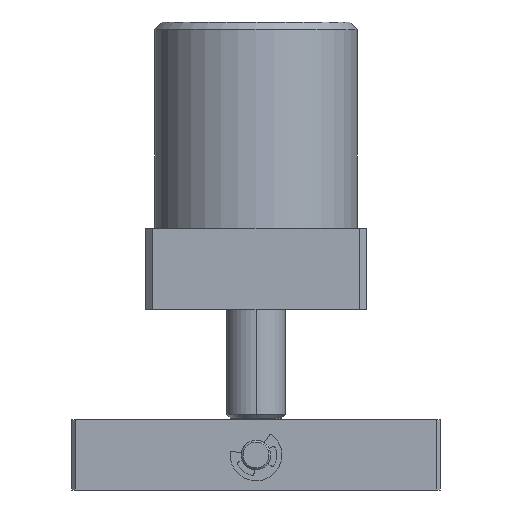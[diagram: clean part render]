
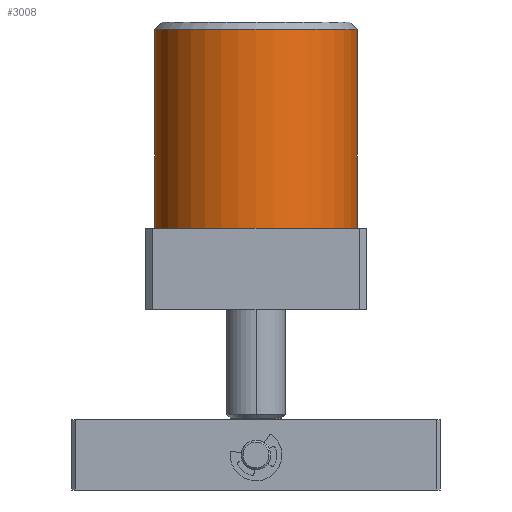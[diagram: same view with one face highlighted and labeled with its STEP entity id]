
A CAD part, front view. The second image highlights one B-rep face of the part: STEP entity #3008.
In plain terms, the highlighted cylindrical face has radius 27.5 mm (diameter 55 mm), a partial arc.
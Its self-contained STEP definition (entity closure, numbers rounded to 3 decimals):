
#90 = DIRECTION ( 'NONE',  ( -1., 0., 0. ) ) ;
#97 = DIRECTION ( 'NONE',  ( 0., 0., -1. ) ) ;
#98 = CARTESIAN_POINT ( 'NONE',  ( 0., 0., 78. ) ) ;
#801 = CARTESIAN_POINT ( 'NONE',  ( -27.5, 0., 22. ) ) ;
#808 = CARTESIAN_POINT ( 'NONE',  ( 27.5, 0., 22. ) ) ;
#839 = CARTESIAN_POINT ( 'NONE',  ( 27.5, 0., 76. ) ) ;
#840 = CARTESIAN_POINT ( 'NONE',  ( -27.5, 0., 76. ) ) ;
#1046 = CARTESIAN_POINT ( 'NONE',  ( 0., 0., 22. ) ) ;
#1047 = DIRECTION ( 'NONE',  ( 0., 0., 1. ) ) ;
#1048 = DIRECTION ( 'NONE',  ( 1., 0., 0. ) ) ;
#1092 = CARTESIAN_POINT ( 'NONE',  ( 0., 0., 76. ) ) ;
#1093 = DIRECTION ( 'NONE',  ( 0., 0., -1. ) ) ;
#1094 = DIRECTION ( 'NONE',  ( 1., 0., 0. ) ) ;
#1554 = DIRECTION ( 'NONE',  ( 0., 0., -1. ) ) ;
#1555 = CARTESIAN_POINT ( 'NONE',  ( 27.5, 0., 78. ) ) ;
#1559 = CARTESIAN_POINT ( 'NONE',  ( -27.5, 0., 78. ) ) ;
#1560 = DIRECTION ( 'NONE',  ( 0., 0., -1. ) ) ;
#1792 = FACE_OUTER_BOUND ( 'NONE', #6191, .T. ) ;
#1797 = CYLINDRICAL_SURFACE ( 'NONE', #3555, 27.5 ) ;
#2096 = LINE ( 'NONE', #1555, #2103 ) ;
#2103 = VECTOR ( 'NONE', #1560, 1000. ) ;
#2104 = LINE ( 'NONE', #1559, #2106 ) ;
#2106 = VECTOR ( 'NONE', #1554, 1000. ) ;
#2158 = CIRCLE ( 'NONE', #7132, 27.5 ) ;
#2196 = CIRCLE ( 'NONE', #5761, 27.5 ) ;
#3008 = ADVANCED_FACE ( 'NONE', ( #1792 ), #1797, .T. ) ;
#3555 = AXIS2_PLACEMENT_3D ( 'NONE', #98, #97, #90 ) ;
#3988 = ORIENTED_EDGE ( 'NONE', *, *, #4522, .F. ) ;
#3989 = ORIENTED_EDGE ( 'NONE', *, *, #6330, .T. ) ;
#3990 = ORIENTED_EDGE ( 'NONE', *, *, #4524, .T. ) ;
#3991 = ORIENTED_EDGE ( 'NONE', *, *, #6308, .T. ) ;
#4522 = EDGE_CURVE ( 'NONE', #5421, #5390, #2096, .T. ) ;
#4524 = EDGE_CURVE ( 'NONE', #5422, #5383, #2104, .T. ) ;
#5383 = VERTEX_POINT ( 'NONE', #801 ) ;
#5390 = VERTEX_POINT ( 'NONE', #808 ) ;
#5421 = VERTEX_POINT ( 'NONE', #839 ) ;
#5422 = VERTEX_POINT ( 'NONE', #840 ) ;
#5761 = AXIS2_PLACEMENT_3D ( 'NONE', #1092, #1093, #1094 ) ;
#6191 = EDGE_LOOP ( 'NONE', ( #3988, #3989, #3990, #3991 ) ) ;
#6308 = EDGE_CURVE ( 'NONE', #5383, #5390, #2158, .T. ) ;
#6330 = EDGE_CURVE ( 'NONE', #5421, #5422, #2196, .T. ) ;
#7132 = AXIS2_PLACEMENT_3D ( 'NONE', #1046, #1047, #1048 ) ;
